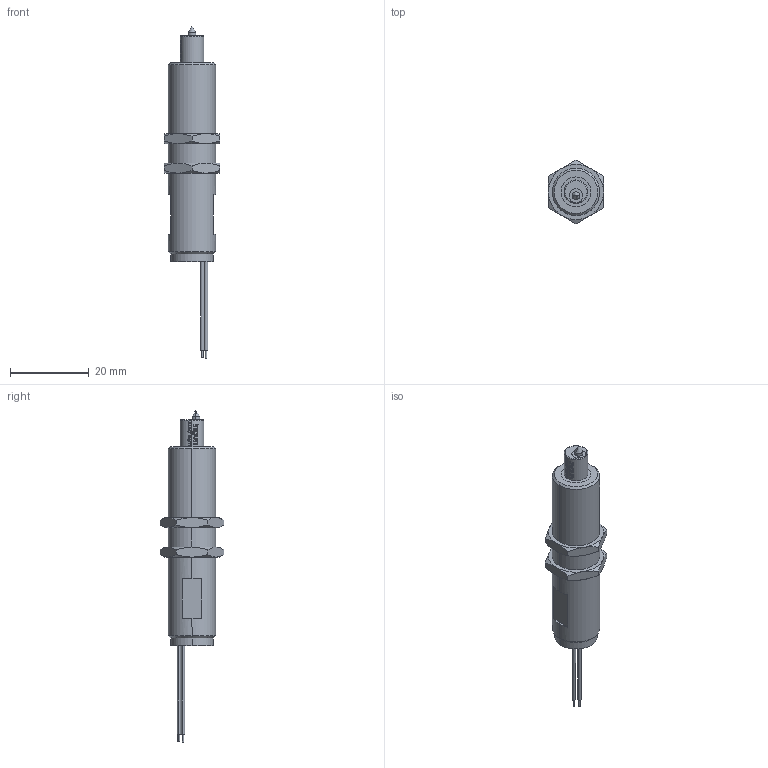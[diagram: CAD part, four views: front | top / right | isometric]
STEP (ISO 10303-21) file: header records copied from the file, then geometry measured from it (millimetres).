
FILE_DESCRIPTION (( 'STEP AP214' ), '1' );
FILE_NAME ('24447~17.STEP', '2019-05-24T09:58:06', ( '' ), ( '' ), 'SwSTEP 2.0', 'SolidWorks 2018', '' );
FILE_SCHEMA (( 'AUTOMOTIVE_DESIGN' ));
Length unit declared in the file: millimetre
Products named in the file (1): 24447~17
Bounding box: 14 x 16.17 x 84.19 mm (x, y, z)
Surface area: 3410.4 mm2 (no closed solid volume)
Topology: 0 solids, 2 shells, 314 faces, 762 edges, 490 vertices
Faces by surface type: plane 163, bspline 54, cylinder 49, cone 46, torus 2
Entity records: 12680 total; most frequent: CARTESIAN_POINT 4849, ORIENTED_EDGE 1518, DIRECTION 1298, EDGE_CURVE 760, VERTEX_POINT 490, AXIS2_PLACEMENT_3D 451, VECTOR 396, LINE 396
